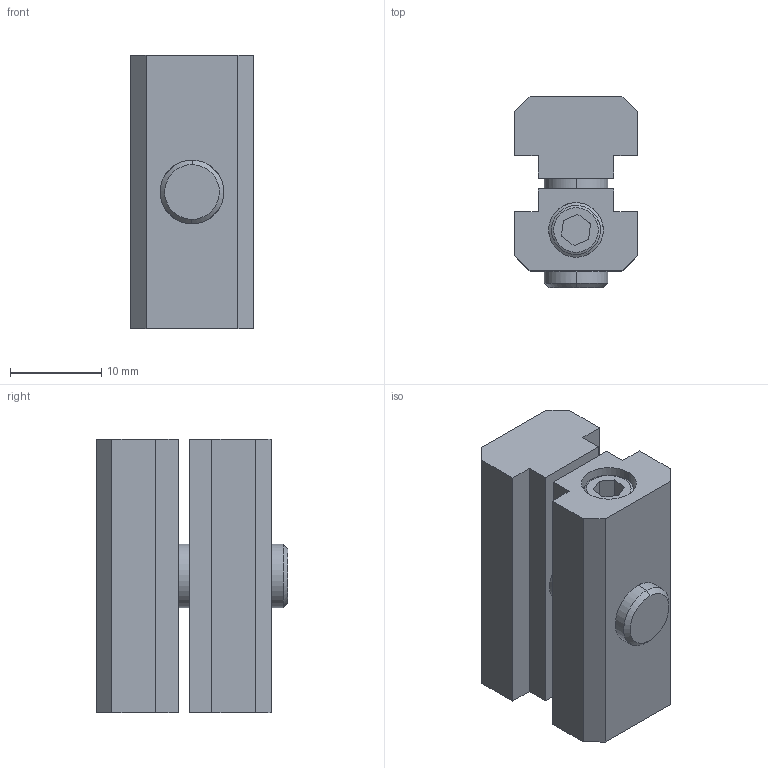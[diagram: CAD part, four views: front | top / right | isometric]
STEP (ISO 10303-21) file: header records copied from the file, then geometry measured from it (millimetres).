
FILE_DESCRIPTION (( 'STEP AP203' ), '1' );
FILE_NAME ('084.307.029.STEP', '2013-01-25T12:57:02', ( 'Alusic' ), ( 'Alusic' ), 'SwSTEP 2.0', 'SolidWorks 2011', '' );
FILE_SCHEMA (( 'CONFIG_CONTROL_DESIGN' ));
Length unit declared in the file: millimetre
Products named in the file (5): 084.307.028A; 084.307.029; Socket Set Screw Cup Point_ALUSIC_PreviewCfg; 084.307.029C; 084.307.028B
Assembly tree (4 placements, depth 2):
  084.307.029
    Socket Set Screw Cup Point_ALUSIC_PreviewCfg
    084.307.028B
    084.307.028A
    084.307.029C
Bounding box: 13.5 x 21 x 30 mm (x, y, z)
Volume: 6359.5 mm3; surface area: 4450.9 mm2
Topology: 4 solids, 4 shells, 129 faces, 334 edges, 210 vertices
Faces by surface type: cone 60, plane 35, cylinder 34
Entity records: 4591 total; most frequent: CARTESIAN_POINT 816, DIRECTION 742, ORIENTED_EDGE 660, EDGE_CURVE 330, AXIS2_PLACEMENT_3D 284, VERTEX_POINT 210, VECTOR 174, LINE 174
